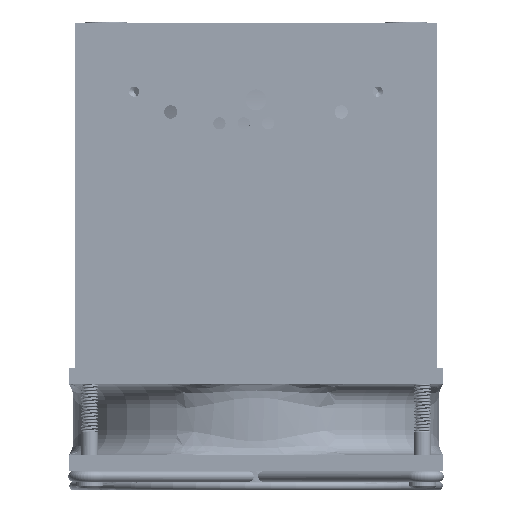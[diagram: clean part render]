
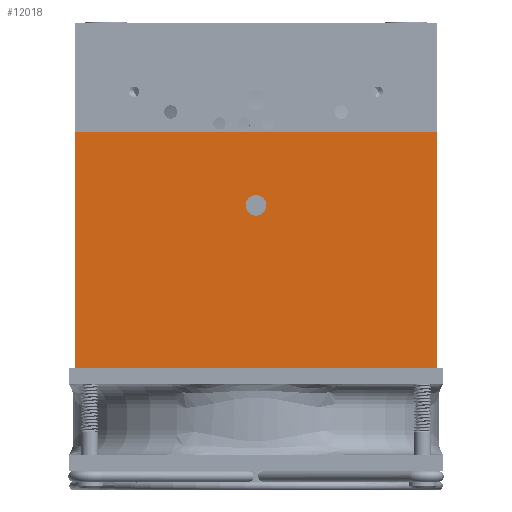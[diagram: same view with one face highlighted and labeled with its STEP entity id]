
A CAD part, left-side view. The second image highlights one B-rep face of the part: STEP entity #12018.
In plain terms, the highlighted planar face has unit normal (-1, 0, 0).
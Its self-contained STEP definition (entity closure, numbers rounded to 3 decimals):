
#1808 = VERTEX_POINT ( 'NONE', #59278 ) ;
#2825 = VECTOR ( 'NONE', #43838, 1000. ) ;
#3884 = DIRECTION ( 'NONE',  ( 0., 0., 1. ) ) ;
#4382 = DIRECTION ( 'NONE',  ( -1., 0., 0. ) ) ;
#4429 = VECTOR ( 'NONE', #25776, 1000. ) ;
#7898 = VERTEX_POINT ( 'NONE', #53635 ) ;
#8811 = VECTOR ( 'NONE', #42203, 1000. ) ;
#12018 = ADVANCED_FACE ( 'NONE', ( #16380, #96154 ), #15886, .T. ) ;
#12455 = CARTESIAN_POINT ( 'NONE',  ( -30.692, 71.437, 140.635 ) ) ;
#15886 = PLANE ( 'NONE',  #89944 ) ;
#16380 = FACE_BOUND ( 'NONE', #49638, .T. ) ;
#25776 = DIRECTION ( 'NONE',  ( 0., 1., 0. ) ) ;
#26330 = EDGE_CURVE ( 'NONE', #1808, #7898, #43185, .T. ) ;
#27636 = DIRECTION ( 'NONE',  ( 0., 0., 1. ) ) ;
#31113 = ORIENTED_EDGE ( 'NONE', *, *, #35656, .F. ) ;
#32988 = CARTESIAN_POINT ( 'NONE',  ( -30.692, 71.437, 87.635 ) ) ;
#33498 = LINE ( 'NONE', #32988, #4429 ) ;
#34396 = EDGE_LOOP ( 'NONE', ( #69202, #55692, #31113, #46046 ) ) ;
#34436 = CARTESIAN_POINT ( 'NONE',  ( -30.692, 71.437, 145.635 ) ) ;
#35656 = EDGE_CURVE ( 'NONE', #49094, #59747, #33498, .T. ) ;
#35731 = CARTESIAN_POINT ( 'NONE',  ( -30.692, 26.937, 127.635 ) ) ;
#40057 = CARTESIAN_POINT ( 'NONE',  ( -30.692, 71.437, 87.635 ) ) ;
#42203 = DIRECTION ( 'NONE',  ( 0., -1., 0. ) ) ;
#43185 = LINE ( 'NONE', #34436, #8811 ) ;
#43838 = DIRECTION ( 'NONE',  ( 0., 0., 1. ) ) ;
#46046 = ORIENTED_EDGE ( 'NONE', *, *, #84207, .T. ) ;
#46886 = EDGE_CURVE ( 'NONE', #52167, #52167, #99322, .T. ) ;
#47292 = CARTESIAN_POINT ( 'NONE',  ( -30.692, 71.437, 140.635 ) ) ;
#47799 = DIRECTION ( 'NONE',  ( 0., -1., 0. ) ) ;
#49094 = VERTEX_POINT ( 'NONE', #97965 ) ;
#49638 = EDGE_LOOP ( 'NONE', ( #78603 ) ) ;
#52167 = VERTEX_POINT ( 'NONE', #67616 ) ;
#53635 = CARTESIAN_POINT ( 'NONE',  ( -30.692, -17.563, 145.635 ) ) ;
#55692 = ORIENTED_EDGE ( 'NONE', *, *, #59206, .F. ) ;
#56048 = DIRECTION ( 'NONE',  ( -1., 0., 0. ) ) ;
#56649 = AXIS2_PLACEMENT_3D ( 'NONE', #35731, #4382, #3884 ) ;
#59206 = EDGE_CURVE ( 'NONE', #59747, #1808, #90696, .T. ) ;
#59278 = CARTESIAN_POINT ( 'NONE',  ( -30.692, 71.437, 145.635 ) ) ;
#59747 = VERTEX_POINT ( 'NONE', #40057 ) ;
#64989 = VECTOR ( 'NONE', #27636, 1000. ) ;
#67616 = CARTESIAN_POINT ( 'NONE',  ( -30.692, 26.937, 130.188 ) ) ;
#69202 = ORIENTED_EDGE ( 'NONE', *, *, #26330, .F. ) ;
#74488 = CARTESIAN_POINT ( 'NONE',  ( -30.692, -17.563, 140.635 ) ) ;
#78603 = ORIENTED_EDGE ( 'NONE', *, *, #46886, .F. ) ;
#84207 = EDGE_CURVE ( 'NONE', #49094, #7898, #91473, .T. ) ;
#89944 = AXIS2_PLACEMENT_3D ( 'NONE', #47292, #56048, #47799 ) ;
#90696 = LINE ( 'NONE', #12455, #2825 ) ;
#91473 = LINE ( 'NONE', #74488, #64989 ) ;
#96154 = FACE_OUTER_BOUND ( 'NONE', #34396, .T. ) ;
#97965 = CARTESIAN_POINT ( 'NONE',  ( -30.692, -17.563, 87.635 ) ) ;
#99322 = CIRCLE ( 'NONE', #56649, 2.553 ) ;
